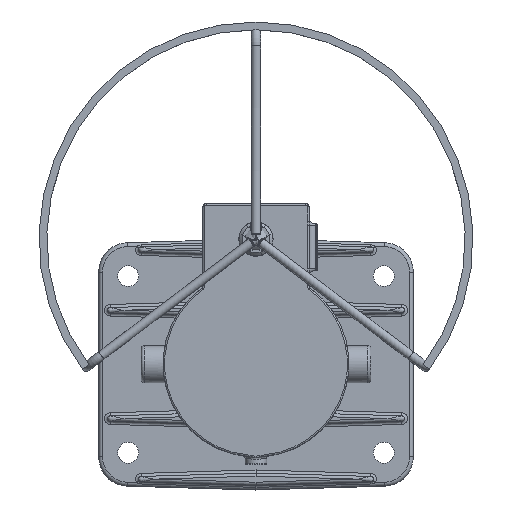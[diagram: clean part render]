
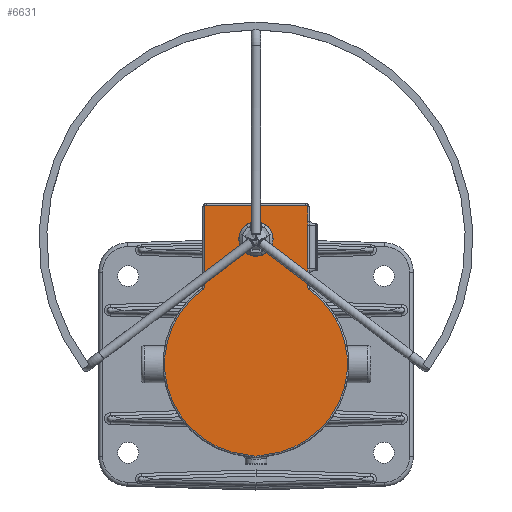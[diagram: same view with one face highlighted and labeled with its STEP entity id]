
A CAD part, top view. The second image highlights one B-rep face of the part: STEP entity #6631.
In plain terms, the highlighted planar face has unit normal (0, 0, 1).
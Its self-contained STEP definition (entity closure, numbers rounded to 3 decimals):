
#374=B_SPLINE_CURVE_WITH_KNOTS('',3,(#17687,#17688,#17689,#17690),
 .UNSPECIFIED.,.F.,.F.,(4,4),(-0.255,0.),
 .UNSPECIFIED.);
#375=B_SPLINE_CURVE_WITH_KNOTS('',3,(#17694,#17695,#17696,#17697),
 .UNSPECIFIED.,.F.,.F.,(4,4),(-0.255,0.),
 .UNSPECIFIED.);
#376=B_SPLINE_CURVE_WITH_KNOTS('',3,(#17713,#17714,#17715,#17716,#17717,
#17718,#17719,#17720,#17721,#17722,#17723,#17724,#17725,#17726,#17727,#17728,
#17729,#17730,#17731,#17732,#17733),.UNSPECIFIED.,.F.,.F.,(4,1,1,1,1,1,
1,1,1,1,1,1,1,1,1,1,1,1,4),(-0.937,-0.932,-0.928,
-0.92,-0.903,-0.886,-0.87,
-0.836,-0.803,-0.669,-0.535,
-0.435,-0.268,-0.201,-0.067,
-0.033,-0.017,-0.008,0.),
 .UNSPECIFIED.);
#759=FACE_OUTER_BOUND('',#1245,.T.);
#1245=EDGE_LOOP('',(#4781,#4782,#4783,#4784,#4785,#4786,#4787,#4788,#4789,
#4790,#4791,#4792,#4793,#4794));
#1806=CIRCLE('',#7254,1.);
#1807=CIRCLE('',#7255,1.);
#1808=CIRCLE('',#7256,3.);
#1809=CIRCLE('',#7257,59.);
#1810=CIRCLE('',#7258,59.);
#1811=CIRCLE('',#7259,3.);
#2252=LINE('',#17685,#2594);
#2253=LINE('',#17692,#2595);
#2254=LINE('',#17699,#2596);
#2255=LINE('',#17703,#2597);
#2256=LINE('',#17707,#2598);
#2594=VECTOR('',#8396,10.);
#2595=VECTOR('',#8397,10.);
#2596=VECTOR('',#8398,10.);
#2597=VECTOR('',#8401,10.);
#2598=VECTOR('',#8404,10.);
#3052=VERTEX_POINT('',#17683);
#3053=VERTEX_POINT('',#17684);
#3054=VERTEX_POINT('',#17686);
#3055=VERTEX_POINT('',#17691);
#3056=VERTEX_POINT('',#17693);
#3057=VERTEX_POINT('',#17698);
#3058=VERTEX_POINT('',#17700);
#3059=VERTEX_POINT('',#17702);
#3060=VERTEX_POINT('',#17704);
#3061=VERTEX_POINT('',#17706);
#3062=VERTEX_POINT('',#17708);
#3063=VERTEX_POINT('',#17710);
#3064=VERTEX_POINT('',#17712);
#3065=VERTEX_POINT('',#17734);
#3689=EDGE_CURVE('',#3052,#3053,#2252,.T.);
#3690=EDGE_CURVE('',#3054,#3052,#374,.T.);
#3691=EDGE_CURVE('',#3055,#3054,#2253,.T.);
#3692=EDGE_CURVE('',#3056,#3055,#375,.T.);
#3693=EDGE_CURVE('',#3057,#3056,#2254,.T.);
#3694=EDGE_CURVE('',#3058,#3057,#1806,.T.);
#3695=EDGE_CURVE('',#3059,#3058,#2255,.T.);
#3696=EDGE_CURVE('',#3060,#3059,#1807,.T.);
#3697=EDGE_CURVE('',#3061,#3060,#2256,.T.);
#3698=EDGE_CURVE('',#3062,#3061,#1808,.T.);
#3699=EDGE_CURVE('',#3063,#3062,#1809,.T.);
#3700=EDGE_CURVE('',#3064,#3063,#376,.T.);
#3701=EDGE_CURVE('',#3065,#3064,#1810,.T.);
#3702=EDGE_CURVE('',#3053,#3065,#1811,.T.);
#4781=ORIENTED_EDGE('',*,*,#3689,.F.);
#4782=ORIENTED_EDGE('',*,*,#3690,.F.);
#4783=ORIENTED_EDGE('',*,*,#3691,.F.);
#4784=ORIENTED_EDGE('',*,*,#3692,.F.);
#4785=ORIENTED_EDGE('',*,*,#3693,.F.);
#4786=ORIENTED_EDGE('',*,*,#3694,.F.);
#4787=ORIENTED_EDGE('',*,*,#3695,.F.);
#4788=ORIENTED_EDGE('',*,*,#3696,.F.);
#4789=ORIENTED_EDGE('',*,*,#3697,.F.);
#4790=ORIENTED_EDGE('',*,*,#3698,.F.);
#4791=ORIENTED_EDGE('',*,*,#3699,.F.);
#4792=ORIENTED_EDGE('',*,*,#3700,.F.);
#4793=ORIENTED_EDGE('',*,*,#3701,.F.);
#4794=ORIENTED_EDGE('',*,*,#3702,.F.);
#6485=PLANE('',#7253);
#6631=ADVANCED_FACE('',(#759),#6485,.T.);
#7253=AXIS2_PLACEMENT_3D('',#17682,#8394,#8395);
#7254=AXIS2_PLACEMENT_3D('',#17701,#8399,#8400);
#7255=AXIS2_PLACEMENT_3D('',#17705,#8402,#8403);
#7256=AXIS2_PLACEMENT_3D('',#17709,#8405,#8406);
#7257=AXIS2_PLACEMENT_3D('',#17711,#8407,#8408);
#7258=AXIS2_PLACEMENT_3D('',#17735,#8409,#8410);
#7259=AXIS2_PLACEMENT_3D('',#17736,#8411,#8412);
#8394=DIRECTION('center_axis',(0.,0.,
1.));
#8395=DIRECTION('ref_axis',(1.,0.,0.));
#8396=DIRECTION('',(0.,-1.,0.));
#8397=DIRECTION('',(0.,-1.,0.));
#8398=DIRECTION('',(0.,-1.,0.));
#8399=DIRECTION('center_axis',(0.,0.,
-1.));
#8400=DIRECTION('ref_axis',(0.707,0.707,0.));
#8401=DIRECTION('',(1.,0.,0.));
#8402=DIRECTION('center_axis',(0.,0.,
-1.));
#8403=DIRECTION('ref_axis',(-0.707,0.707,0.));
#8404=DIRECTION('',(0.,1.,0.));
#8405=DIRECTION('center_axis',(0.,0.,
1.));
#8406=DIRECTION('ref_axis',(0.89,-0.456,0.));
#8407=DIRECTION('center_axis',(0.,0.,
-1.));
#8408=DIRECTION('ref_axis',(-0.959,-0.285,0.));
#8409=DIRECTION('center_axis',(0.,0.,
-1.));
#8410=DIRECTION('ref_axis',(0.959,-0.285,0.));
#8411=DIRECTION('center_axis',(0.,0.,
1.));
#8412=DIRECTION('ref_axis',(-0.89,-0.456,0.));
#17682=CARTESIAN_POINT('Origin',(-58.307,-10.388,153.493));
#17683=CARTESIAN_POINT('',(32.943,48.396,153.493));
#17684=CARTESIAN_POINT('',(32.943,39.91,153.493));
#17685=CARTESIAN_POINT('',(32.943,27.198,153.493));
#17686=CARTESIAN_POINT('',(32.992,50.948,153.493));
#17687=CARTESIAN_POINT('Ctrl Pts',(32.992,50.948,153.493));
#17688=CARTESIAN_POINT('Ctrl Pts',(32.992,50.097,153.493));
#17689=CARTESIAN_POINT('Ctrl Pts',(32.943,49.247,153.493));
#17690=CARTESIAN_POINT('Ctrl Pts',(32.943,48.396,153.493));
#17691=CARTESIAN_POINT('',(32.992,78.948,153.493));
#17692=CARTESIAN_POINT('',(32.992,72.366,153.493));
#17693=CARTESIAN_POINT('',(32.943,81.499,153.493));
#17694=CARTESIAN_POINT('Ctrl Pts',(32.943,81.499,153.493));
#17695=CARTESIAN_POINT('Ctrl Pts',(32.943,80.648,153.493));
#17696=CARTESIAN_POINT('Ctrl Pts',(32.992,79.798,153.493));
#17697=CARTESIAN_POINT('Ctrl Pts',(32.992,78.948,153.493));
#17698=CARTESIAN_POINT('',(32.943,91.112,153.493));
#17699=CARTESIAN_POINT('',(32.943,27.198,153.493));
#17700=CARTESIAN_POINT('',(31.943,92.112,153.493));
#17701=CARTESIAN_POINT('Origin',(31.943,91.112,153.493));
#17702=CARTESIAN_POINT('',(-32.557,92.112,153.493));
#17703=CARTESIAN_POINT('',(-29.307,92.112,153.493));
#17704=CARTESIAN_POINT('',(-33.557,91.112,153.493));
#17705=CARTESIAN_POINT('Origin',(-32.557,91.112,153.493));
#17706=CARTESIAN_POINT('',(-33.557,39.91,153.493));
#17707=CARTESIAN_POINT('',(-33.557,27.198,153.493));
#17708=CARTESIAN_POINT('',(-34.803,37.477,153.493));
#17709=CARTESIAN_POINT('Origin',(-36.557,39.91,153.493));
#17710=CARTESIAN_POINT('',(-4.933,-69.206,153.493));
#17711=CARTESIAN_POINT('Origin',(-0.307,-10.388,153.493));
#17712=CARTESIAN_POINT('',(4.319,-69.206,153.493));
#17713=CARTESIAN_POINT('Ctrl Pts',(4.319,-69.206,153.493));
#17714=CARTESIAN_POINT('Ctrl Pts',(4.305,-69.207,153.493));
#17715=CARTESIAN_POINT('Ctrl Pts',(4.277,-69.21,153.493));
#17716=CARTESIAN_POINT('Ctrl Pts',(4.222,-69.215,153.493));
#17717=CARTESIAN_POINT('Ctrl Pts',(4.124,-69.224,153.493));
#17718=CARTESIAN_POINT('Ctrl Pts',(3.986,-69.238,153.493));
#17719=CARTESIAN_POINT('Ctrl Pts',(3.82,-69.259,153.493));
#17720=CARTESIAN_POINT('Ctrl Pts',(3.599,-69.29,153.493));
#17721=CARTESIAN_POINT('Ctrl Pts',(3.324,-69.335,153.493));
#17722=CARTESIAN_POINT('Ctrl Pts',(2.666,-69.455,153.493));
#17723=CARTESIAN_POINT('Ctrl Pts',(1.686,-69.673,153.493));
#17724=CARTESIAN_POINT('Ctrl Pts',(0.476,-69.877,
153.493));
#17725=CARTESIAN_POINT('Ctrl Pts',(-0.867,-69.909,
153.493));
#17726=CARTESIAN_POINT('Ctrl Pts',(-1.972,-69.734,
153.493));
#17727=CARTESIAN_POINT('Ctrl Pts',(-3.171,-69.481,
153.493));
#17728=CARTESIAN_POINT('Ctrl Pts',(-3.936,-69.326,
153.493));
#17729=CARTESIAN_POINT('Ctrl Pts',(-4.544,-69.244,
153.493));
#17730=CARTESIAN_POINT('Ctrl Pts',(-4.738,-69.224,
153.493));
#17731=CARTESIAN_POINT('Ctrl Pts',(-4.849,-69.213,
153.493));
#17732=CARTESIAN_POINT('Ctrl Pts',(-4.905,-69.209,153.493));
#17733=CARTESIAN_POINT('Ctrl Pts',(-4.933,-69.206,
153.493));
#17734=CARTESIAN_POINT('',(34.189,37.477,153.493));
#17735=CARTESIAN_POINT('Origin',(-0.307,-10.388,153.493));
#17736=CARTESIAN_POINT('Origin',(35.943,39.91,153.493));
